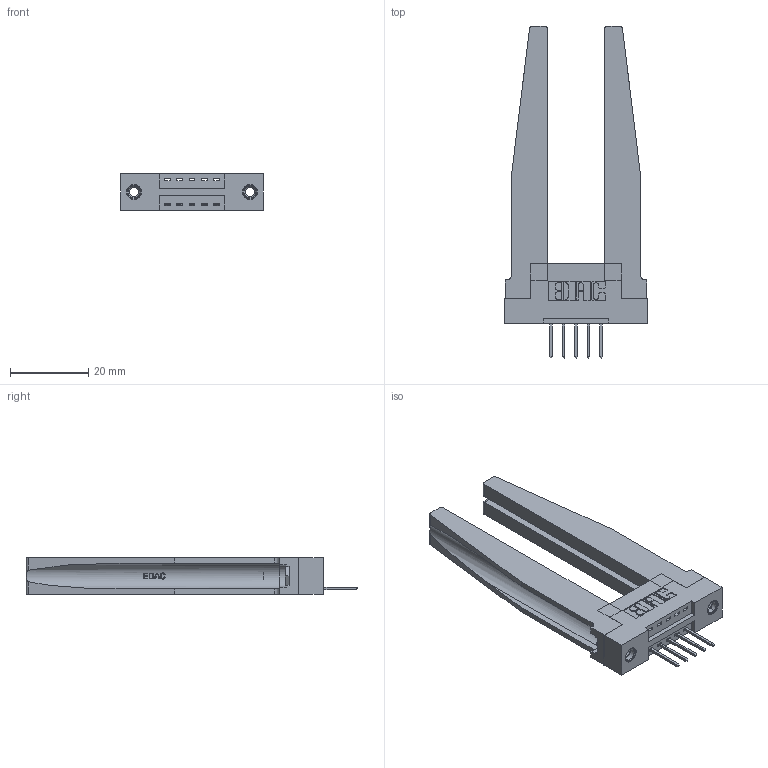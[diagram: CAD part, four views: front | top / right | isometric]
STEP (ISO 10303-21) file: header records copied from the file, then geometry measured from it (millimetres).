
FILE_DESCRIPTION (( 'STEP AP203' ), '1' );
FILE_NAME ('396-005-526-178.STEP', '2019-10-25T16:42:55', ( '' ), ( '' ), 'SwSTEP 2.0', 'SolidWorks 2016', '' );
FILE_SCHEMA (( 'CONFIG_CONTROL_DESIGN' ));
Length unit declared in the file: inch
Products named in the file (5): 346 Part_Flush Mounting Lugs - 0.156 Dia-TH; 345-292-001_345-293-126; 345-250-001_345-250-001-102; 396-005-526-178; 346-220-078_345-220-078
Assembly tree (10 placements, depth 2):
  396-005-526-178
    346 Part_Flush Mounting Lugs - 0.156 Dia-TH
    345-292-001_345-293-126  x5
    346-220-078_345-220-078  x2
    345-250-001_345-250-001-102  x2
Bounding box: 36.45 x 85.09 x 9.4 mm (x, y, z)
Volume: 10138.9 mm3; surface area: 10173.1 mm2
Topology: 10 solids, 10 shells, 646 faces, 1817 edges, 1194 vertices
Faces by surface type: plane 418, cylinder 176, bspline 36, cone 12, torus 4
Entity records: 12850 total; most frequent: CARTESIAN_POINT 3126, ORIENTED_EDGE 1954, DIRECTION 1789, EDGE_CURVE 977, VECTOR 731, LINE 731, VERTEX_POINT 644, AXIS2_PLACEMENT_3D 529
